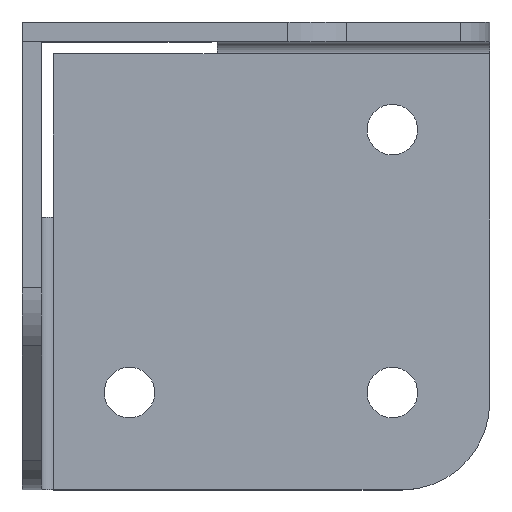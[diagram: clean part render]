
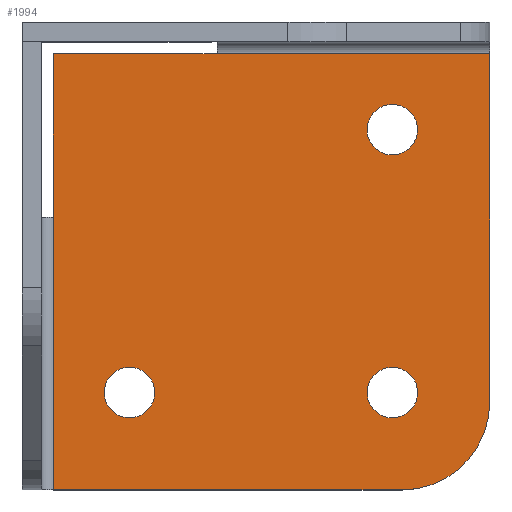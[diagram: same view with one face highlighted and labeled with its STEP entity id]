
A CAD part, top view. The second image highlights one B-rep face of the part: STEP entity #1994.
In plain terms, the highlighted planar face has unit normal (0, 0, 1).
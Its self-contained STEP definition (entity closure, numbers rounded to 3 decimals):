
#20 = EDGE_CURVE ( 'NONE', #298, #294, #1159, .T. ) ;
#48 = CARTESIAN_POINT ( 'NONE',  ( 90., -90., 5. ) ) ;
#58 = CARTESIAN_POINT ( 'NONE',  ( 90., -90., 5. ) ) ;
#71 = CIRCLE ( 'NONE', #2135, 6.5 ) ;
#78 = ORIENTED_EDGE ( 'NONE', *, *, #2575, .T. ) ;
#93 = ORIENTED_EDGE ( 'NONE', *, *, #1952, .T. ) ;
#104 = CARTESIAN_POINT ( 'NONE',  ( 115., -55., 5. ) ) ;
#112 = CARTESIAN_POINT ( 'NONE',  ( 29., -90., 5. ) ) ;
#157 = CARTESIAN_POINT ( 'NONE',  ( 96.5, -90., 5. ) ) ;
#201 = VERTEX_POINT ( 'NONE', #157 ) ;
#258 = ORIENTED_EDGE ( 'NONE', *, *, #1319, .T. ) ;
#262 = CARTESIAN_POINT ( 'NONE',  ( 55., -55., 5. ) ) ;
#294 = VERTEX_POINT ( 'NONE', #448 ) ;
#297 = DIRECTION ( 'NONE',  ( 0., 1., 0. ) ) ;
#298 = VERTEX_POINT ( 'NONE', #1337 ) ;
#346 = VECTOR ( 'NONE', #463, 1000. ) ;
#397 = DIRECTION ( 'NONE',  ( -1., 0., 0. ) ) ;
#416 = AXIS2_PLACEMENT_3D ( 'NONE', #2013, #427, #875 ) ;
#427 = DIRECTION ( 'NONE',  ( 0., 0., -1. ) ) ;
#430 = DIRECTION ( 'NONE',  ( 0., 0., -1. ) ) ;
#448 = CARTESIAN_POINT ( 'NONE',  ( 3., -115., 5. ) ) ;
#463 = DIRECTION ( 'NONE',  ( 0., -1., 0. ) ) ;
#507 = VERTEX_POINT ( 'NONE', #2800 ) ;
#527 = DIRECTION ( 'NONE',  ( -1., 0., 0. ) ) ;
#581 = CARTESIAN_POINT ( 'NONE',  ( 92.5, -92.5, 5. ) ) ;
#588 = EDGE_CURVE ( 'NONE', #695, #2580, #1219, .T. ) ;
#683 = CIRCLE ( 'NONE', #1921, 6.5 ) ;
#689 = DIRECTION ( 'NONE',  ( -1., 0., 0. ) ) ;
#695 = VERTEX_POINT ( 'NONE', #1728 ) ;
#733 = VERTEX_POINT ( 'NONE', #2881 ) ;
#763 = DIRECTION ( 'NONE',  ( 0., 0., -1. ) ) ;
#790 = FACE_OUTER_BOUND ( 'NONE', #885, .T. ) ;
#793 = EDGE_CURVE ( 'NONE', #2580, #733, #979, .T. ) ;
#833 = CARTESIAN_POINT ( 'NONE',  ( 3., -55., 5. ) ) ;
#875 = DIRECTION ( 'NONE',  ( -1., 0., 0. ) ) ;
#885 = EDGE_LOOP ( 'NONE', ( #1442, #2175, #1806, #1863, #1301, #1126, #78 ) ) ;
#902 = LINE ( 'NONE', #2395, #2367 ) ;
#975 = VECTOR ( 'NONE', #397, 1000. ) ;
#979 = LINE ( 'NONE', #1773, #975 ) ;
#997 = DIRECTION ( 'NONE',  ( 1., 0., 0. ) ) ;
#1007 = AXIS2_PLACEMENT_3D ( 'NONE', #581, #1041, #2204 ) ;
#1041 = DIRECTION ( 'NONE',  ( 0., 0., 1. ) ) ;
#1064 = CIRCLE ( 'NONE', #1007, 22.5 ) ;
#1069 = EDGE_CURVE ( 'NONE', #2876, #1825, #1360, .T. ) ;
#1126 = ORIENTED_EDGE ( 'NONE', *, *, #2009, .T. ) ;
#1127 = EDGE_LOOP ( 'NONE', ( #2170, #258 ) ) ;
#1130 = VERTEX_POINT ( 'NONE', #2178 ) ;
#1159 = LINE ( 'NONE', #833, #1368 ) ;
#1168 = DIRECTION ( 'NONE',  ( -1., 0., 0. ) ) ;
#1187 = VECTOR ( 'NONE', #297, 1000. ) ;
#1211 = CIRCLE ( 'NONE', #1474, 6.5 ) ;
#1219 = LINE ( 'NONE', #104, #1187 ) ;
#1301 = ORIENTED_EDGE ( 'NONE', *, *, #793, .T. ) ;
#1319 = EDGE_CURVE ( 'NONE', #2775, #507, #2434, .T. ) ;
#1337 = CARTESIAN_POINT ( 'NONE',  ( 3., -45., 5. ) ) ;
#1360 = CIRCLE ( 'NONE', #2479, 6.5 ) ;
#1368 = VECTOR ( 'NONE', #2165, 1000. ) ;
#1372 = DIRECTION ( 'NONE',  ( 0., 0., -1. ) ) ;
#1389 = PLANE ( 'NONE',  #1655 ) ;
#1424 = ORIENTED_EDGE ( 'NONE', *, *, #2720, .T. ) ;
#1442 = ORIENTED_EDGE ( 'NONE', *, *, #20, .T. ) ;
#1474 = AXIS2_PLACEMENT_3D ( 'NONE', #58, #763, #2359 ) ;
#1482 = DIRECTION ( 'NONE',  ( -1., 0., 0. ) ) ;
#1517 = EDGE_LOOP ( 'NONE', ( #1668, #1857 ) ) ;
#1568 = VERTEX_POINT ( 'NONE', #2376 ) ;
#1586 = CARTESIAN_POINT ( 'NONE',  ( 3., -55., 5. ) ) ;
#1601 = DIRECTION ( 'NONE',  ( 0., 0., -1. ) ) ;
#1655 = AXIS2_PLACEMENT_3D ( 'NONE', #262, #1671, #997 ) ;
#1668 = ORIENTED_EDGE ( 'NONE', *, *, #1069, .T. ) ;
#1671 = DIRECTION ( 'NONE',  ( 0., 0., 1. ) ) ;
#1691 = DIRECTION ( 'NONE',  ( 0., 0., -1. ) ) ;
#1705 = LINE ( 'NONE', #2357, #1924 ) ;
#1728 = CARTESIAN_POINT ( 'NONE',  ( 115., -92.5, 5. ) ) ;
#1729 = DIRECTION ( 'NONE',  ( 1., 0., 0. ) ) ;
#1773 = CARTESIAN_POINT ( 'NONE',  ( 55., -3., 5. ) ) ;
#1806 = ORIENTED_EDGE ( 'NONE', *, *, #2368, .T. ) ;
#1810 = CARTESIAN_POINT ( 'NONE',  ( 115., -3., 5. ) ) ;
#1825 = VERTEX_POINT ( 'NONE', #2921 ) ;
#1857 = ORIENTED_EDGE ( 'NONE', *, *, #1898, .T. ) ;
#1863 = ORIENTED_EDGE ( 'NONE', *, *, #588, .T. ) ;
#1898 = EDGE_CURVE ( 'NONE', #1825, #2876, #683, .T. ) ;
#1921 = AXIS2_PLACEMENT_3D ( 'NONE', #2082, #1372, #2309 ) ;
#1924 = VECTOR ( 'NONE', #527, 1000. ) ;
#1952 = EDGE_CURVE ( 'NONE', #201, #1130, #71, .T. ) ;
#1958 = CIRCLE ( 'NONE', #2356, 6.5 ) ;
#1994 = ADVANCED_FACE ( 'NONE', ( #2751, #2067, #2852, #790 ), #1389, .T. ) ;
#2009 = EDGE_CURVE ( 'NONE', #733, #1568, #1705, .T. ) ;
#2013 = CARTESIAN_POINT ( 'NONE',  ( 22.5, -90., 5. ) ) ;
#2037 = CARTESIAN_POINT ( 'NONE',  ( 22.5, -90., 5. ) ) ;
#2067 = FACE_BOUND ( 'NONE', #2444, .T. ) ;
#2082 = CARTESIAN_POINT ( 'NONE',  ( 90., -22.5, 5. ) ) ;
#2135 = AXIS2_PLACEMENT_3D ( 'NONE', #48, #1601, #1168 ) ;
#2165 = DIRECTION ( 'NONE',  ( 0., -1., 0. ) ) ;
#2170 = ORIENTED_EDGE ( 'NONE', *, *, #2563, .T. ) ;
#2175 = ORIENTED_EDGE ( 'NONE', *, *, #2291, .T. ) ;
#2178 = CARTESIAN_POINT ( 'NONE',  ( 83.5, -90., 5. ) ) ;
#2181 = LINE ( 'NONE', #1586, #346 ) ;
#2204 = DIRECTION ( 'NONE',  ( 1., 0., 0. ) ) ;
#2291 = EDGE_CURVE ( 'NONE', #294, #2519, #902, .T. ) ;
#2309 = DIRECTION ( 'NONE',  ( -1., 0., 0. ) ) ;
#2356 = AXIS2_PLACEMENT_3D ( 'NONE', #2037, #430, #689 ) ;
#2357 = CARTESIAN_POINT ( 'NONE',  ( 55., -3., 5. ) ) ;
#2359 = DIRECTION ( 'NONE',  ( -1., 0., 0. ) ) ;
#2367 = VECTOR ( 'NONE', #1729, 1000. ) ;
#2368 = EDGE_CURVE ( 'NONE', #2519, #695, #1064, .T. ) ;
#2376 = CARTESIAN_POINT ( 'NONE',  ( 3., -3., 5. ) ) ;
#2395 = CARTESIAN_POINT ( 'NONE',  ( 55., -115., 5. ) ) ;
#2434 = CIRCLE ( 'NONE', #416, 6.5 ) ;
#2444 = EDGE_LOOP ( 'NONE', ( #1424, #93 ) ) ;
#2479 = AXIS2_PLACEMENT_3D ( 'NONE', #2615, #1691, #1482 ) ;
#2496 = CARTESIAN_POINT ( 'NONE',  ( 92.5, -115., 5. ) ) ;
#2519 = VERTEX_POINT ( 'NONE', #2496 ) ;
#2563 = EDGE_CURVE ( 'NONE', #507, #2775, #1958, .T. ) ;
#2575 = EDGE_CURVE ( 'NONE', #1568, #298, #2181, .T. ) ;
#2580 = VERTEX_POINT ( 'NONE', #1810 ) ;
#2605 = CARTESIAN_POINT ( 'NONE',  ( 83.5, -22.5, 5. ) ) ;
#2615 = CARTESIAN_POINT ( 'NONE',  ( 90., -22.5, 5. ) ) ;
#2720 = EDGE_CURVE ( 'NONE', #1130, #201, #1211, .T. ) ;
#2751 = FACE_BOUND ( 'NONE', #1127, .T. ) ;
#2775 = VERTEX_POINT ( 'NONE', #112 ) ;
#2800 = CARTESIAN_POINT ( 'NONE',  ( 16., -90., 5. ) ) ;
#2852 = FACE_BOUND ( 'NONE', #1517, .T. ) ;
#2876 = VERTEX_POINT ( 'NONE', #2605 ) ;
#2881 = CARTESIAN_POINT ( 'NONE',  ( 45., -3., 5. ) ) ;
#2921 = CARTESIAN_POINT ( 'NONE',  ( 96.5, -22.5, 5. ) ) ;
